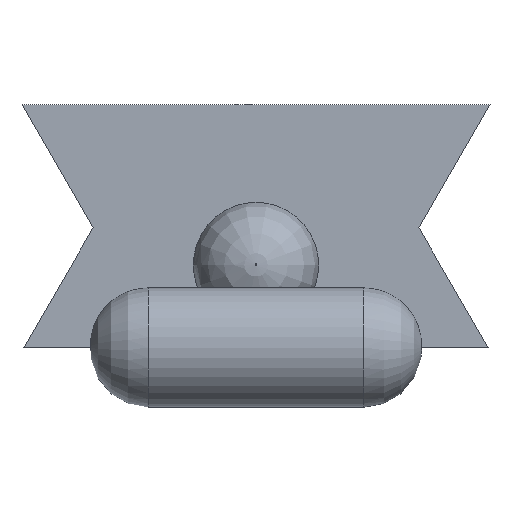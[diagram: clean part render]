
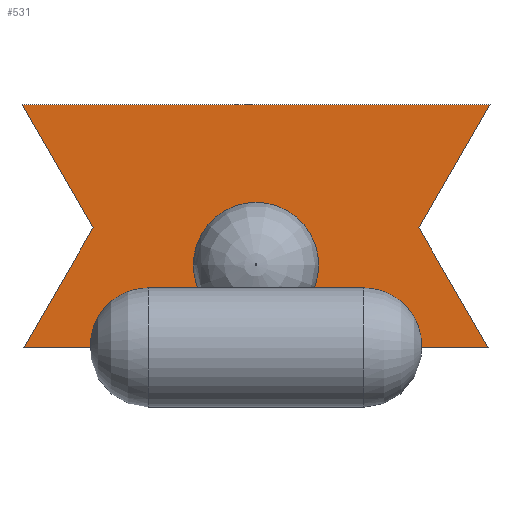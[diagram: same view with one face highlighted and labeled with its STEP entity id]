
A CAD part, front view. The second image highlights one B-rep face of the part: STEP entity #531.
In plain terms, the highlighted planar face has unit normal (0, -1, 0).
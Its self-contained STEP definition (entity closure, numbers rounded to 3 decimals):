
#465 = VERTEX_POINT('',#466);
#466 = CARTESIAN_POINT('',(-3.55,23.,4.15));
#482 = EDGE_CURVE('',#465,#465,#483,.T.);
#483 = CIRCLE('',#484,3.15);
#484 = AXIS2_PLACEMENT_3D('',#485,#486,#487);
#485 = CARTESIAN_POINT('',(-0.4,23.,4.15));
#486 = DIRECTION('',(0.,1.,0.));
#487 = DIRECTION('',(-1.,0.,0.));
#531 = ADVANCED_FACE('',(#532,#582),#585,.F.);
#532 = FACE_BOUND('',#533,.F.);
#533 = EDGE_LOOP('',(#534,#544,#552,#560,#568,#576));
#534 = ORIENTED_EDGE('',*,*,#535,.F.);
#535 = EDGE_CURVE('',#536,#538,#540,.T.);
#536 = VERTEX_POINT('',#537);
#537 = CARTESIAN_POINT('',(11.26,23.,0.));
#538 = VERTEX_POINT('',#539);
#539 = CARTESIAN_POINT('',(7.788,23.,6.013));
#540 = LINE('',#541,#542);
#541 = CARTESIAN_POINT('',(11.26,23.,0.));
#542 = VECTOR('',#543,1.);
#543 = DIRECTION('',(-0.5,0.,0.866)
  );
#544 = ORIENTED_EDGE('',*,*,#545,.F.);
#545 = EDGE_CURVE('',#546,#536,#548,.T.);
#546 = VERTEX_POINT('',#547);
#547 = CARTESIAN_POINT('',(-12.06,23.,0.));
#548 = LINE('',#549,#550);
#549 = CARTESIAN_POINT('',(-12.06,23.,0.));
#550 = VECTOR('',#551,1.);
#551 = DIRECTION('',(1.,0.,0.));
#552 = ORIENTED_EDGE('',*,*,#553,.F.);
#553 = EDGE_CURVE('',#554,#546,#556,.T.);
#554 = VERTEX_POINT('',#555);
#555 = CARTESIAN_POINT('',(-8.588,23.,6.013));
#556 = LINE('',#557,#558);
#557 = CARTESIAN_POINT('',(-8.588,23.,6.013));
#558 = VECTOR('',#559,1.);
#559 = DIRECTION('',(-0.5,0.,-0.866));
#560 = ORIENTED_EDGE('',*,*,#561,.F.);
#561 = EDGE_CURVE('',#562,#554,#564,.T.);
#562 = VERTEX_POINT('',#563);
#563 = CARTESIAN_POINT('',(-12.16,23.,12.2));
#564 = LINE('',#565,#566);
#565 = CARTESIAN_POINT('',(-12.16,23.,12.2));
#566 = VECTOR('',#567,1.);
#567 = DIRECTION('',(0.5,0.,-0.866));
#568 = ORIENTED_EDGE('',*,*,#569,.F.);
#569 = EDGE_CURVE('',#570,#562,#572,.T.);
#570 = VERTEX_POINT('',#571);
#571 = CARTESIAN_POINT('',(11.36,23.,12.2));
#572 = LINE('',#573,#574);
#573 = CARTESIAN_POINT('',(11.36,23.,12.2));
#574 = VECTOR('',#575,1.);
#575 = DIRECTION('',(-1.,0.,0.));
#576 = ORIENTED_EDGE('',*,*,#577,.F.);
#577 = EDGE_CURVE('',#538,#570,#578,.T.);
#578 = LINE('',#579,#580);
#579 = CARTESIAN_POINT('',(7.788,23.,6.013));
#580 = VECTOR('',#581,1.);
#581 = DIRECTION('',(0.5,0.,0.866));
#582 = FACE_BOUND('',#583,.F.);
#583 = EDGE_LOOP('',(#584));
#584 = ORIENTED_EDGE('',*,*,#482,.F.);
#585 = PLANE('',#586);
#586 = AXIS2_PLACEMENT_3D('',#587,#588,#589);
#587 = CARTESIAN_POINT('',(-0.4,23.,6.116));
#588 = DIRECTION('',(0.,1.,0.));
#589 = DIRECTION('',(0.,0.,1.));
